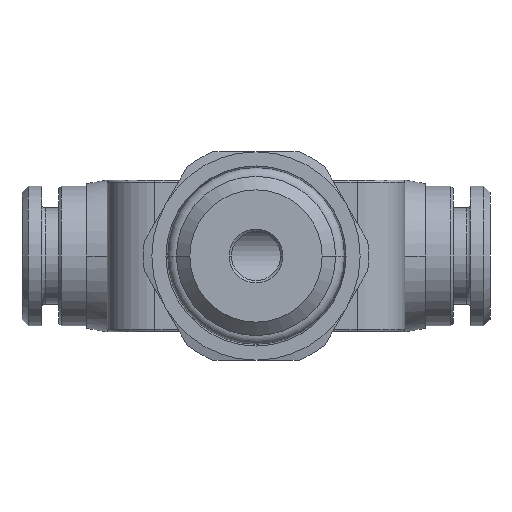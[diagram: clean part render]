
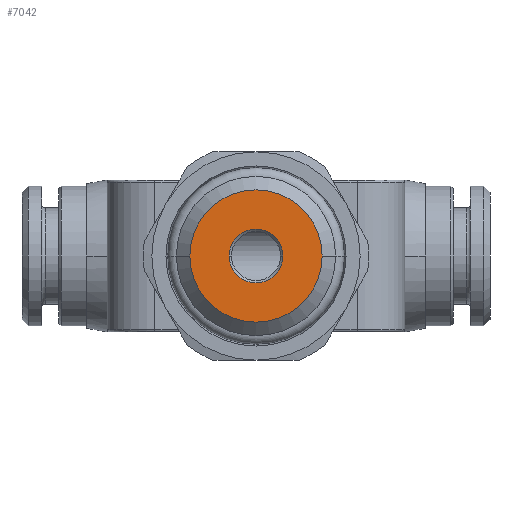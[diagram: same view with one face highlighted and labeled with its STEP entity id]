
A CAD part, front view. The second image highlights one B-rep face of the part: STEP entity #7042.
In plain terms, the highlighted planar face has unit normal (0, -1, 0).
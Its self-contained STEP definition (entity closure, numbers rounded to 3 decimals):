
#2038=CARTESIAN_POINT('',(0.,-26.8,0.));
#2039=DIRECTION('',(0.,1.,0.));
#2040=DIRECTION('',(-1.,0.,0.));
#2041=AXIS2_PLACEMENT_3D('',#2038,#2039,#2040);
#2043=CARTESIAN_POINT('',(0.,-26.8,0.));
#2044=DIRECTION('',(0.,1.,0.));
#2045=DIRECTION('',(1.,0.,0.));
#2046=AXIS2_PLACEMENT_3D('',#2043,#2044,#2045);
#2048=CARTESIAN_POINT('',(0.,-26.8,0.));
#2049=DIRECTION('',(0.,-1.,0.));
#2050=DIRECTION('',(1.,0.,0.));
#2051=AXIS2_PLACEMENT_3D('',#2048,#2049,#2050);
#2053=CARTESIAN_POINT('',(0.,-26.8,0.));
#2054=DIRECTION('',(0.,-1.,0.));
#2055=DIRECTION('',(-1.,0.,0.));
#2056=AXIS2_PLACEMENT_3D('',#2053,#2054,#2055);
#4668=CARTESIAN_POINT('',(-5.4,-26.8,0.));
#4669=CARTESIAN_POINT('',(5.4,-26.8,0.));
#4670=VERTEX_POINT('',#4668);
#4671=VERTEX_POINT('',#4669);
#4676=CARTESIAN_POINT('',(2.2,-26.8,0.));
#4677=VERTEX_POINT('',#4676);
#4678=CARTESIAN_POINT('',(-2.2,-26.8,0.));
#4679=VERTEX_POINT('',#4678);
#7026=CARTESIAN_POINT('',(0.,-26.8,0.));
#7027=DIRECTION('',(0.,1.,0.));
#7028=DIRECTION('',(0.,0.,1.));
#7029=AXIS2_PLACEMENT_3D('',#7026,#7027,#7028);
#7030=PLANE('',#7029);
#7032=ORIENTED_EDGE('',*,*,#7031,.T.);
#7033=ORIENTED_EDGE('',*,*,#7016,.T.);
#7034=EDGE_LOOP('',(#7032,#7033));
#7035=FACE_OUTER_BOUND('',#7034,.F.);
#7037=ORIENTED_EDGE('',*,*,#7036,.T.);
#7039=ORIENTED_EDGE('',*,*,#7038,.T.);
#7040=EDGE_LOOP('',(#7037,#7039));
#7041=FACE_BOUND('',#7040,.F.);
#7042=ADVANCED_FACE('',(#7035,#7041),#7030,.F.);
#2042=CIRCLE('',#2041,5.4);
#2047=CIRCLE('',#2046,5.4);
#2052=CIRCLE('',#2051,2.2);
#2057=CIRCLE('',#2056,2.2);
#7016=EDGE_CURVE('',#4671,#4670,#2047,.T.);
#7031=EDGE_CURVE('',#4670,#4671,#2042,.T.);
#7036=EDGE_CURVE('',#4677,#4679,#2052,.T.);
#7038=EDGE_CURVE('',#4679,#4677,#2057,.T.);
